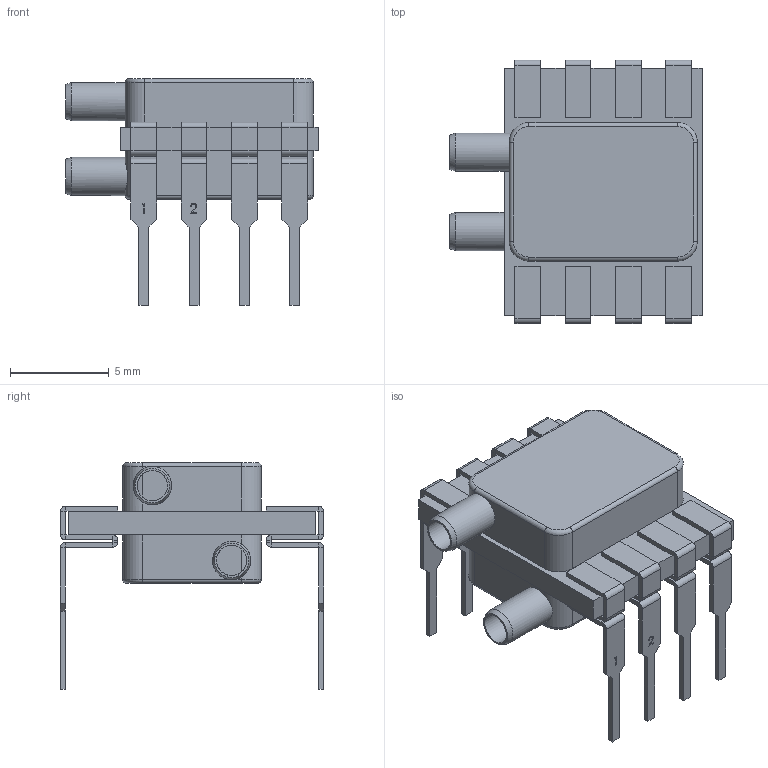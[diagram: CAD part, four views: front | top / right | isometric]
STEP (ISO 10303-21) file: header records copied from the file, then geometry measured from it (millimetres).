
FILE_DESCRIPTION(('FreeCAD Model'),'2;1');
FILE_NAME('Fusion.step','2018-08-02T18:22:34',( 'kicad StepUp'),('ksu MCAD'),'Open CASCADE STEP processor 6.8', 'FreeCAD','Unknown');
FILE_SCHEMA(('AUTOMOTIVE_DESIGN_CC2 { 1 2 10303 214 -1 1 5 4 }'));
Length unit declared in the file: millimetre
Products named in the file (1): Fusion
Bounding box: 12.75 x 13.3 x 11.45 mm (x, y, z)
Volume: 514.8 mm3; surface area: 788.2 mm2
Topology: 1 solids, 1 shells, 459 faces, 1057 edges, 593 vertices
Faces by surface type: plane 347, cylinder 102, torus 8, cone 2
Full cylindrical faces by diameter (mm): 1.53 x2, 1.93 x2
Entity records: 16669 total; most frequent: CARTESIAN_POINT 3123, DIRECTION 2158, ORIENTED_EDGE 2114, EDGE_CURVE 1057, LINE 806, VECTOR 806, AXIS2_PLACEMENT_3D 676, VERTEX_POINT 593
